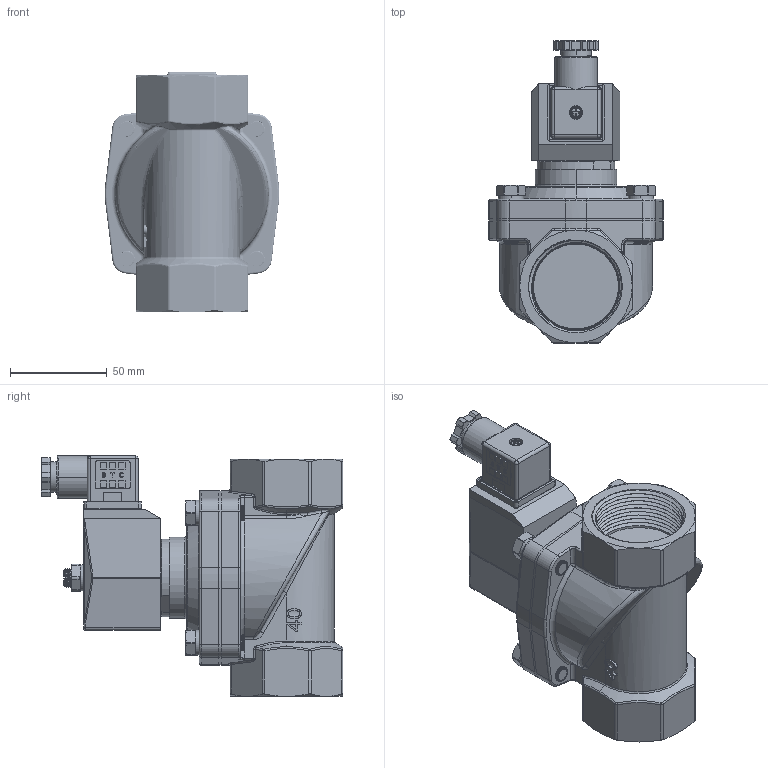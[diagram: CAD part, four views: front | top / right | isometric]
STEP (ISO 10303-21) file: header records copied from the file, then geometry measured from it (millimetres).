
FILE_DESCRIPTION (( 'STEP AP214' ), '1' );
FILE_NAME ('2S400-1-1-2.STEP', '2018-11-08T19:08:59', ( '' ), ( '' ), 'SwSTEP 2.0', 'SolidWorks 2016', '' );
FILE_SCHEMA (( 'AUTOMOTIVE_DESIGN' ));
Length unit declared in the file: millimetre
Products named in the file (1): 2S400-1-1-2
Bounding box: 89.92 x 155.61 x 124.25 mm (x, y, z)
Volume: 563162.2 mm3; surface area: 135199.1 mm2
Topology: 25 solids, 25 shells, 1799 faces, 4892 edges, 3181 vertices
Faces by surface type: cylinder 733, plane 679, bspline 161, cone 153, torus 48, sphere 25
Entity records: 138151 total; most frequent: CARTESIAN_POINT 76658, ORIENTED_EDGE 9760, DIRECTION 7148, EDGE_CURVE 4880, VERTEX_POINT 3181, AXIS2_PLACEMENT_3D 2383, VECTOR 2382, LINE 2382
